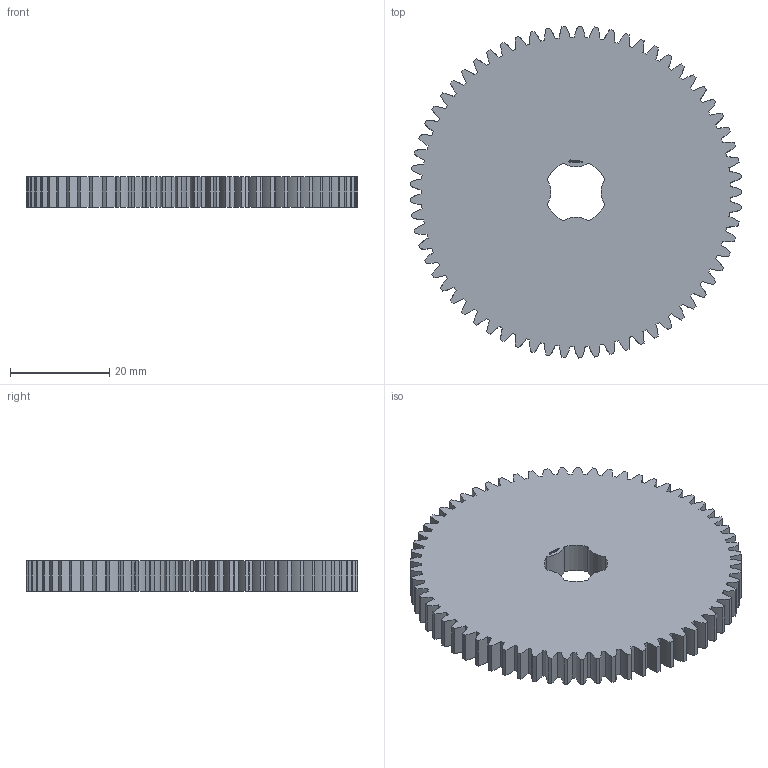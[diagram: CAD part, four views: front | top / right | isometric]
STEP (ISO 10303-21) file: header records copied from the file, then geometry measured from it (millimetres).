
FILE_DESCRIPTION(('FreeCAD Model'),'2;1');
FILE_NAME('Open CASCADE Shape Model','2024-03-10T22:47:18',(''),(''), 'Open CASCADE STEP processor 7.6','FreeCAD','Unknown');
FILE_SCHEMA(('AUTOMOTIVE_DESIGN { 1 0 10303 214 1 1 1 1 }'));
Products named in the file (1): Gear Wheel PLN TTH65 BU00.50 SFT-SHD - SPN-GWH-0238 (stemfie.org)
Bounding box: 66.98 x 66.99 x 6.25 mm (x, y, z)
Volume: 19958.7 mm3; surface area: 9218 mm2
Topology: 1 solids, 1 shells, 765 faces, 2196 edges, 1464 vertices
Faces by surface type: extrusion 438, plane 319, cylinder 8
Entity records: 71024 total; most frequent: CARTESIAN_POINT 24908, DIRECTION 5946, VECTOR 5242, LINE 4804, ORIENTED_EDGE 4392, PCURVE 4392, DEFINITIONAL_REPRESENTATION 4392, EDGE_CURVE 2196
